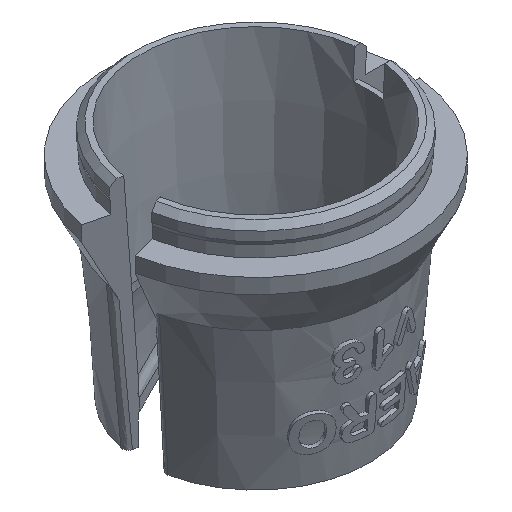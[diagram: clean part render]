
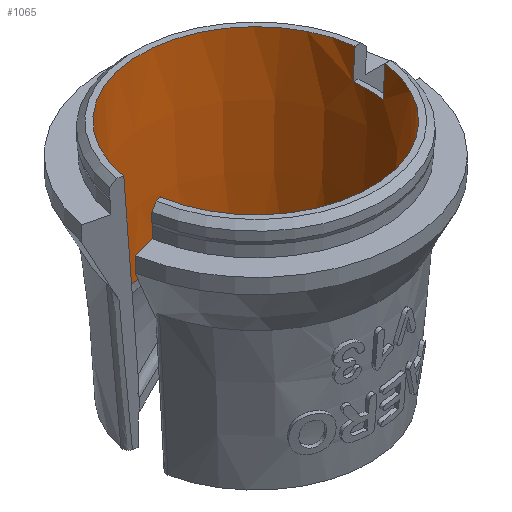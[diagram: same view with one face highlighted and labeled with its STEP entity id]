
A CAD part, isometric view. The second image highlights one B-rep face of the part: STEP entity #1065.
In plain terms, the highlighted conical face has half-angle 3.814 degrees and reference radius 23.177 mm.
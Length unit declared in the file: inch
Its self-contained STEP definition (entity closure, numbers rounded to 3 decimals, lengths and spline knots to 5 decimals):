
#39=(
BOUNDED_CURVE()
B_SPLINE_CURVE(2,(#4511,#4512,#4513),.UNSPECIFIED.,.F.,.F.)
B_SPLINE_CURVE_WITH_KNOTS((3,3),(0.,3.81854),.UNSPECIFIED.)
CURVE()
GEOMETRIC_REPRESENTATION_ITEM()
RATIONAL_B_SPLINE_CURVE((1.,1.002,1.))
REPRESENTATION_ITEM('')
);
#48=(
BOUNDED_CURVE()
B_SPLINE_CURVE(2,(#4632,#4633,#4634),.UNSPECIFIED.,.F.,.F.)
B_SPLINE_CURVE_WITH_KNOTS((3,3),(0.,3.81854),.UNSPECIFIED.)
CURVE()
GEOMETRIC_REPRESENTATION_ITEM()
RATIONAL_B_SPLINE_CURVE((1.,1.002,1.))
REPRESENTATION_ITEM('')
);
#51=(
BOUNDED_CURVE()
B_SPLINE_CURVE(2,(#5144,#5145,#5146),.UNSPECIFIED.,.F.,.F.)
B_SPLINE_CURVE_WITH_KNOTS((3,3),(0.,0.5953),.UNSPECIFIED.)
CURVE()
GEOMETRIC_REPRESENTATION_ITEM()
RATIONAL_B_SPLINE_CURVE((1.,1.,1.001))
REPRESENTATION_ITEM('')
);
#52=(
BOUNDED_CURVE()
B_SPLINE_CURVE(2,(#5149,#5150,#5151),.UNSPECIFIED.,.F.,.F.)
B_SPLINE_CURVE_WITH_KNOTS((3,3),(4.4962,5.0915),
 .UNSPECIFIED.)
CURVE()
GEOMETRIC_REPRESENTATION_ITEM()
RATIONAL_B_SPLINE_CURVE((1.001,1.,1.))
REPRESENTATION_ITEM('')
);
#64=CIRCLE('',#1123,0.9625);
#69=CIRCLE('',#1136,0.8625);
#70=CIRCLE('',#1137,0.9625);
#71=CIRCLE('',#1138,0.94583);
#271=FACE_OUTER_BOUND('',#345,.T.);
#345=EDGE_LOOP('',(#891,#892,#893,#894,#895,#896,#897,#898));
#469=VERTEX_POINT('',#4508);
#470=VERTEX_POINT('',#4510);
#487=VERTEX_POINT('',#4574);
#488=VERTEX_POINT('',#4576);
#502=VERTEX_POINT('',#4630);
#514=VERTEX_POINT('',#5141);
#515=VERTEX_POINT('',#5143);
#516=VERTEX_POINT('',#5147);
#595=EDGE_CURVE('',#469,#470,#39,.T.);
#614=EDGE_CURVE('',#488,#487,#64,.T.);
#630=EDGE_CURVE('',#502,#487,#48,.T.);
#654=EDGE_CURVE('',#502,#470,#69,.T.);
#655=EDGE_CURVE('',#469,#514,#70,.T.);
#656=EDGE_CURVE('',#514,#515,#51,.T.);
#657=EDGE_CURVE('',#515,#516,#71,.T.);
#658=EDGE_CURVE('',#516,#488,#52,.T.);
#891=ORIENTED_EDGE('',*,*,#630,.F.);
#892=ORIENTED_EDGE('',*,*,#654,.T.);
#893=ORIENTED_EDGE('',*,*,#595,.F.);
#894=ORIENTED_EDGE('',*,*,#655,.T.);
#895=ORIENTED_EDGE('',*,*,#656,.T.);
#896=ORIENTED_EDGE('',*,*,#657,.T.);
#897=ORIENTED_EDGE('',*,*,#658,.T.);
#898=ORIENTED_EDGE('',*,*,#614,.T.);
#1012=CONICAL_SURFACE('',#1135,0.9125,0.067);
#1065=ADVANCED_FACE('',(#271),#1012,.F.);
#1123=AXIS2_PLACEMENT_3D('',#4577,#1249,#1250);
#1135=AXIS2_PLACEMENT_3D('',#5139,#1288,#1289);
#1136=AXIS2_PLACEMENT_3D('',#5140,#1290,#1291);
#1137=AXIS2_PLACEMENT_3D('',#5142,#1292,#1293);
#1138=AXIS2_PLACEMENT_3D('',#5148,#1294,#1295);
#1249=DIRECTION('center_axis',(0.,0.,1.));
#1250=DIRECTION('ref_axis',(1.,0.,0.));
#1288=DIRECTION('center_axis',(0.,0.,1.));
#1289=DIRECTION('ref_axis',(1.,0.,0.));
#1290=DIRECTION('center_axis',(0.,0.,-1.));
#1291=DIRECTION('ref_axis',(1.,0.,0.));
#1292=DIRECTION('center_axis',(0.,0.,1.));
#1293=DIRECTION('ref_axis',(1.,0.,0.));
#1294=DIRECTION('center_axis',(0.,0.,1.));
#1295=DIRECTION('ref_axis',(1.,0.,0.));
#4508=CARTESIAN_POINT('',(-0.95037,-0.15235,1.25));
#4510=CARTESIAN_POINT('',(-0.85304,-0.12739,-0.25));
#4511=CARTESIAN_POINT('Ctrl Pts',(-0.95037,-0.15235,
1.25));
#4512=CARTESIAN_POINT('Ctrl Pts',(-0.89904,-0.13919,
0.45851));
#4513=CARTESIAN_POINT('Ctrl Pts',(-0.85304,-0.12739,
-0.25));
#4574=CARTESIAN_POINT('',(-0.95037,0.15235,1.25));
#4576=CARTESIAN_POINT('',(0.95435,0.125,1.25));
#4577=CARTESIAN_POINT('Origin',(0.,0.,1.25));
#4630=CARTESIAN_POINT('',(-0.85304,0.12739,-0.25));
#4632=CARTESIAN_POINT('Ctrl Pts',(-0.85304,0.12739,
-0.25));
#4633=CARTESIAN_POINT('Ctrl Pts',(-0.89904,0.13919,
0.45851));
#4634=CARTESIAN_POINT('Ctrl Pts',(-0.95037,0.15235,
1.25));
#5139=CARTESIAN_POINT('Origin',(0.,0.,0.5));
#5140=CARTESIAN_POINT('Origin',(0.,0.,-0.25));
#5141=CARTESIAN_POINT('',(0.95435,-0.125,1.25));
#5142=CARTESIAN_POINT('Origin',(0.,0.,1.25));
#5143=CARTESIAN_POINT('',(0.93754,-0.125,1.));
#5144=CARTESIAN_POINT('Ctrl Pts',(0.95435,-0.125,1.25));
#5145=CARTESIAN_POINT('Ctrl Pts',(0.94587,-0.125,1.12389));
#5146=CARTESIAN_POINT('Ctrl Pts',(0.93754,-0.125,1.));
#5147=CARTESIAN_POINT('',(0.93754,0.125,1.));
#5148=CARTESIAN_POINT('Origin',(0.,0.,1.));
#5149=CARTESIAN_POINT('Ctrl Pts',(0.93754,0.125,1.));
#5150=CARTESIAN_POINT('Ctrl Pts',(0.94587,0.125,1.12389));
#5151=CARTESIAN_POINT('Ctrl Pts',(0.95435,0.125,1.25));
